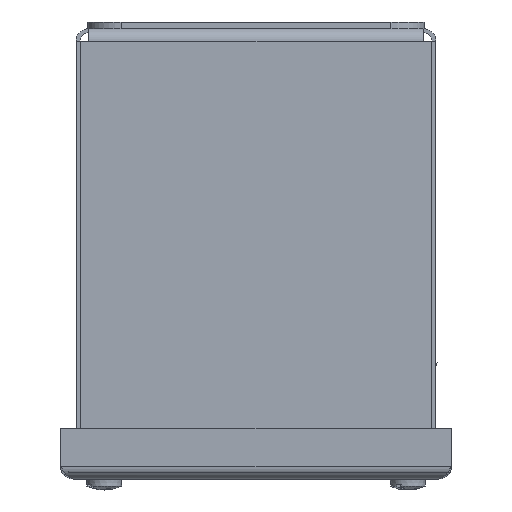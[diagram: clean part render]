
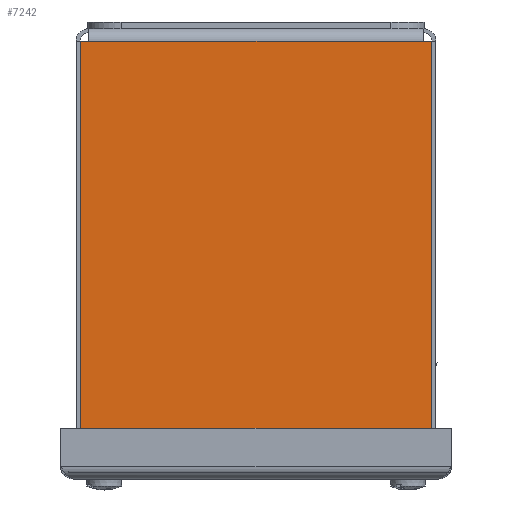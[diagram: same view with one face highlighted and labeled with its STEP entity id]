
A CAD part, front view. The second image highlights one B-rep face of the part: STEP entity #7242.
In plain terms, the highlighted planar face has unit normal (0, -1, 0).
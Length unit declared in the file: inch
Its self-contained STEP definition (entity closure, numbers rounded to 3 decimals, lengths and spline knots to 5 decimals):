
#747=PLANE('',#7764);
#1104=FACE_OUTER_BOUND('',#1552,.T.);
#1552=EDGE_LOOP('',(#5957,#5958,#5959,#5960,#5961,#5962,#5963,#5964,#5965,
#5966,#5967,#5968,#5969,#5970));
#2183=LINE('',#11883,#2866);
#2196=LINE('',#11913,#2879);
#2199=LINE('',#11920,#2882);
#2203=LINE('',#11927,#2886);
#2205=LINE('',#11931,#2888);
#2206=LINE('',#11933,#2889);
#2207=LINE('',#11935,#2890);
#2208=LINE('',#11937,#2891);
#2209=LINE('',#11939,#2892);
#2210=LINE('',#11941,#2893);
#2211=LINE('',#11943,#2894);
#2212=LINE('',#11945,#2895);
#2213=LINE('',#11947,#2896);
#2214=LINE('',#11948,#2897);
#2866=VECTOR('',#9159,1.375);
#2879=VECTOR('',#9196,0.0002);
#2882=VECTOR('',#9201,0.0627);
#2886=VECTOR('',#9207,0.0002);
#2888=VECTOR('',#9211,0.0002);
#2889=VECTOR('',#9212,0.0002);
#2890=VECTOR('',#9213,0.0627);
#2891=VECTOR('',#9214,1.26659);
#2892=VECTOR('',#9215,4.62625);
#2893=VECTOR('',#9216,0.09304);
#2894=VECTOR('',#9217,3.7225);
#2895=VECTOR('',#9218,0.09304);
#2896=VECTOR('',#9219,4.62625);
#2897=VECTOR('',#9220,1.26659);
#3559=VERTEX_POINT('',#11880);
#3560=VERTEX_POINT('',#11882);
#3565=VERTEX_POINT('',#11912);
#3567=VERTEX_POINT('',#11918);
#3568=VERTEX_POINT('',#11919);
#3571=VERTEX_POINT('',#11930);
#3572=VERTEX_POINT('',#11932);
#3573=VERTEX_POINT('',#11934);
#3574=VERTEX_POINT('',#11936);
#3575=VERTEX_POINT('',#11938);
#3576=VERTEX_POINT('',#11940);
#3577=VERTEX_POINT('',#11942);
#3578=VERTEX_POINT('',#11944);
#3579=VERTEX_POINT('',#11946);
#4387=EDGE_CURVE('',#3560,#3559,#2183,.T.);
#4403=EDGE_CURVE('',#3565,#3560,#2196,.T.);
#4406=EDGE_CURVE('',#3567,#3568,#2199,.T.);
#4410=EDGE_CURVE('',#3568,#3565,#2203,.T.);
#4412=EDGE_CURVE('',#3559,#3571,#2205,.T.);
#4413=EDGE_CURVE('',#3571,#3572,#2206,.T.);
#4414=EDGE_CURVE('',#3572,#3573,#2207,.T.);
#4415=EDGE_CURVE('',#3574,#3573,#2208,.T.);
#4416=EDGE_CURVE('',#3575,#3574,#2209,.T.);
#4417=EDGE_CURVE('',#3576,#3575,#2210,.T.);
#4418=EDGE_CURVE('',#3576,#3577,#2211,.T.);
#4419=EDGE_CURVE('',#3578,#3577,#2212,.T.);
#4420=EDGE_CURVE('',#3579,#3578,#2213,.T.);
#4421=EDGE_CURVE('',#3567,#3579,#2214,.T.);
#5957=ORIENTED_EDGE('',*,*,#4406,.T.);
#5958=ORIENTED_EDGE('',*,*,#4410,.T.);
#5959=ORIENTED_EDGE('',*,*,#4403,.T.);
#5960=ORIENTED_EDGE('',*,*,#4387,.T.);
#5961=ORIENTED_EDGE('',*,*,#4412,.T.);
#5962=ORIENTED_EDGE('',*,*,#4413,.T.);
#5963=ORIENTED_EDGE('',*,*,#4414,.T.);
#5964=ORIENTED_EDGE('',*,*,#4415,.F.);
#5965=ORIENTED_EDGE('',*,*,#4416,.F.);
#5966=ORIENTED_EDGE('',*,*,#4417,.F.);
#5967=ORIENTED_EDGE('',*,*,#4418,.T.);
#5968=ORIENTED_EDGE('',*,*,#4419,.F.);
#5969=ORIENTED_EDGE('',*,*,#4420,.F.);
#5970=ORIENTED_EDGE('',*,*,#4421,.F.);
#7242=ADVANCED_FACE('',(#1104),#747,.F.);
#7764=AXIS2_PLACEMENT_3D('',#11929,#9209,#9210);
#9159=DIRECTION('',(-1.,0.,0.));
#9196=DIRECTION('',(0.,0.,1.));
#9201=DIRECTION('',(0.,0.,-1.));
#9207=DIRECTION('',(-1.,0.,0.));
#9209=DIRECTION('center_axis',(0.,1.,0.));
#9210=DIRECTION('ref_axis',(1.,0.,0.));
#9211=DIRECTION('',(0.,0.,-1.));
#9212=DIRECTION('',(-1.,0.,0.));
#9213=DIRECTION('',(0.,0.,1.));
#9214=DIRECTION('',(1.,0.,0.));
#9215=DIRECTION('',(0.,0.,1.));
#9216=DIRECTION('',(-1.,0.,0.));
#9217=DIRECTION('',(1.,0.,0.));
#9218=DIRECTION('',(-1.,0.,0.));
#9219=DIRECTION('',(0.,0.,-1.));
#9220=DIRECTION('',(1.,0.,0.));
#11880=CARTESIAN_POINT('',(1.3125,0.,4.7025));
#11882=CARTESIAN_POINT('',(2.6875,0.,4.7025));
#11883=CARTESIAN_POINT('',(2.34375,0.,4.7025));
#11912=CARTESIAN_POINT('',(2.6875,0.,4.7023));
#11913=CARTESIAN_POINT('',(2.6875,0.,3.53509));
#11918=CARTESIAN_POINT('',(2.6877,0.,4.765));
#11919=CARTESIAN_POINT('',(2.6877,0.,4.7023));
#11920=CARTESIAN_POINT('',(2.6877,0.,3.56644));
#11927=CARTESIAN_POINT('',(2.34385,0.,4.7023));
#11929=CARTESIAN_POINT('Origin',(2.,0.,2.36788));
#11930=CARTESIAN_POINT('',(1.3125,0.,4.7023));
#11931=CARTESIAN_POINT('',(1.3125,0.,3.56644));
#11932=CARTESIAN_POINT('',(1.3123,0.,4.7023));
#11933=CARTESIAN_POINT('',(1.65625,0.,4.7023));
#11934=CARTESIAN_POINT('',(1.3123,0.,4.765));
#11935=CARTESIAN_POINT('',(1.3123,0.,3.53509));
#11936=CARTESIAN_POINT('',(0.04571,0.,4.765));
#11937=CARTESIAN_POINT('',(0.04571,0.,4.765));
#11938=CARTESIAN_POINT('',(0.04571,0.,0.13875));
#11939=CARTESIAN_POINT('',(0.04571,0.,0.13875));
#11940=CARTESIAN_POINT('',(0.13875,0.,0.13875));
#11941=CARTESIAN_POINT('',(0.13875,0.,0.13875));
#11942=CARTESIAN_POINT('',(3.86125,0.,0.13875));
#11943=CARTESIAN_POINT('',(2.,0.,0.13875));
#11944=CARTESIAN_POINT('',(3.95429,0.,0.13875));
#11945=CARTESIAN_POINT('',(3.86125,0.,0.13875));
#11946=CARTESIAN_POINT('',(3.95429,0.,4.765));
#11947=CARTESIAN_POINT('',(3.95429,0.,0.13875));
#11948=CARTESIAN_POINT('',(0.04571,0.,4.765));
